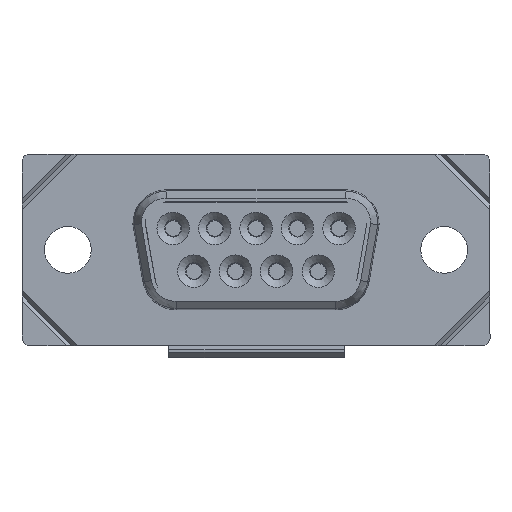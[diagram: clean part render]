
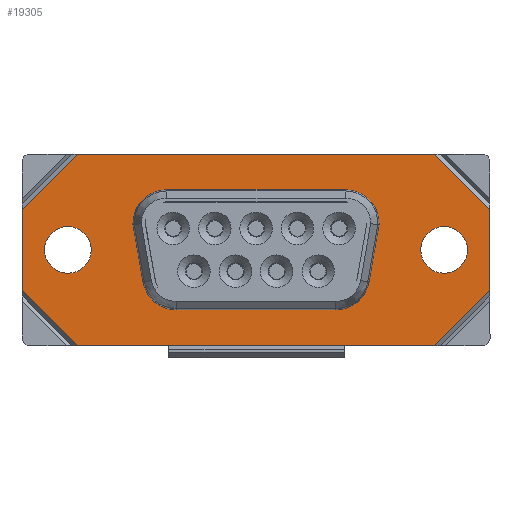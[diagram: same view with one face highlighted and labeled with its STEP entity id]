
A CAD part, top view. The second image highlights one B-rep face of the part: STEP entity #19305.
In plain terms, the highlighted planar face has unit normal (0, 0, 1).
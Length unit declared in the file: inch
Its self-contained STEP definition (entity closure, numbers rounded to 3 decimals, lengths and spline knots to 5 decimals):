
#232=FACE_BOUND('',#2421,.T.);
#233=FACE_BOUND('',#2422,.T.);
#234=FACE_BOUND('',#2423,.T.);
#594=CIRCLE('',#20537,0.061);
#595=CIRCLE('',#20538,0.061);
#596=CIRCLE('',#20539,0.088);
#597=CIRCLE('',#20540,0.088);
#598=CIRCLE('',#20541,0.088);
#599=CIRCLE('',#20542,0.088);
#1488=FACE_OUTER_BOUND('',#2420,.T.);
#2420=EDGE_LOOP('',(#15870,#15871,#15872,#15873,#15874,#15875,#15876,#15877));
#2421=EDGE_LOOP('',(#15878));
#2422=EDGE_LOOP('',(#15879));
#2423=EDGE_LOOP('',(#15880,#15881,#15882,#15883,#15884,#15885,#15886,#15887));
#4525=LINE('',#31011,#6732);
#4548=LINE('',#31063,#6755);
#4597=LINE('',#31181,#6804);
#4602=LINE('',#31191,#6809);
#4608=LINE('',#31203,#6815);
#4612=LINE('',#31211,#6819);
#4614=LINE('',#31215,#6821);
#4615=LINE('',#31216,#6822);
#4616=LINE('',#31223,#6823);
#4617=LINE('',#31227,#6824);
#4618=LINE('',#31231,#6825);
#4619=LINE('',#31235,#6826);
#6732=VECTOR('',#24566,0.3937);
#6755=VECTOR('',#24605,0.3937);
#6804=VECTOR('',#24734,0.3937);
#6809=VECTOR('',#24743,0.3937);
#6815=VECTOR('',#24755,0.3937);
#6819=VECTOR('',#24763,0.3937);
#6821=VECTOR('',#24769,0.3937);
#6822=VECTOR('',#24770,0.3937);
#6823=VECTOR('',#24775,0.3937);
#6824=VECTOR('',#24778,0.3937);
#6825=VECTOR('',#24781,0.3937);
#6826=VECTOR('',#24784,0.3937);
#8660=VERTEX_POINT('',#31008);
#8661=VERTEX_POINT('',#31010);
#8681=VERTEX_POINT('',#31060);
#8682=VERTEX_POINT('',#31062);
#8710=VERTEX_POINT('',#31177);
#8714=VERTEX_POINT('',#31189);
#8717=VERTEX_POINT('',#31201);
#8719=VERTEX_POINT('',#31209);
#8720=VERTEX_POINT('',#31217);
#8721=VERTEX_POINT('',#31219);
#8722=VERTEX_POINT('',#31221);
#8723=VERTEX_POINT('',#31222);
#8724=VERTEX_POINT('',#31224);
#8725=VERTEX_POINT('',#31226);
#8726=VERTEX_POINT('',#31228);
#8727=VERTEX_POINT('',#31230);
#8728=VERTEX_POINT('',#31232);
#8729=VERTEX_POINT('',#31234);
#11169=EDGE_CURVE('',#8660,#8661,#4525,.T.);
#11197=EDGE_CURVE('',#8681,#8682,#4548,.T.);
#11257=EDGE_CURVE('',#8710,#8682,#4597,.T.);
#11262=EDGE_CURVE('',#8660,#8714,#4602,.T.);
#11268=EDGE_CURVE('',#8681,#8717,#4608,.T.);
#11272=EDGE_CURVE('',#8719,#8661,#4612,.T.);
#11274=EDGE_CURVE('',#8710,#8714,#4614,.T.);
#11275=EDGE_CURVE('',#8719,#8717,#4615,.T.);
#11276=EDGE_CURVE('',#8720,#8720,#594,.T.);
#11277=EDGE_CURVE('',#8721,#8721,#595,.T.);
#11278=EDGE_CURVE('',#8722,#8723,#4616,.T.);
#11279=EDGE_CURVE('',#8723,#8724,#596,.T.);
#11280=EDGE_CURVE('',#8724,#8725,#4617,.T.);
#11281=EDGE_CURVE('',#8725,#8726,#597,.T.);
#11282=EDGE_CURVE('',#8726,#8727,#4618,.T.);
#11283=EDGE_CURVE('',#8727,#8728,#598,.T.);
#11284=EDGE_CURVE('',#8728,#8729,#4619,.T.);
#11285=EDGE_CURVE('',#8729,#8722,#599,.T.);
#15870=ORIENTED_EDGE('',*,*,#11262,.T.);
#15871=ORIENTED_EDGE('',*,*,#11274,.F.);
#15872=ORIENTED_EDGE('',*,*,#11257,.T.);
#15873=ORIENTED_EDGE('',*,*,#11197,.F.);
#15874=ORIENTED_EDGE('',*,*,#11268,.T.);
#15875=ORIENTED_EDGE('',*,*,#11275,.F.);
#15876=ORIENTED_EDGE('',*,*,#11272,.T.);
#15877=ORIENTED_EDGE('',*,*,#11169,.F.);
#15878=ORIENTED_EDGE('',*,*,#11276,.T.);
#15879=ORIENTED_EDGE('',*,*,#11277,.T.);
#15880=ORIENTED_EDGE('',*,*,#11278,.T.);
#15881=ORIENTED_EDGE('',*,*,#11279,.T.);
#15882=ORIENTED_EDGE('',*,*,#11280,.T.);
#15883=ORIENTED_EDGE('',*,*,#11281,.T.);
#15884=ORIENTED_EDGE('',*,*,#11282,.T.);
#15885=ORIENTED_EDGE('',*,*,#11283,.T.);
#15886=ORIENTED_EDGE('',*,*,#11284,.T.);
#15887=ORIENTED_EDGE('',*,*,#11285,.T.);
#17591=PLANE('',#20536);
#19305=ADVANCED_FACE('',(#1488,#232,#233,#234),#17591,.T.);
#20536=AXIS2_PLACEMENT_3D('',#31214,#24767,#24768);
#20537=AXIS2_PLACEMENT_3D('',#31218,#24771,#24772);
#20538=AXIS2_PLACEMENT_3D('',#31220,#24773,#24774);
#20539=AXIS2_PLACEMENT_3D('',#31225,#24776,#24777);
#20540=AXIS2_PLACEMENT_3D('',#31229,#24779,#24780);
#20541=AXIS2_PLACEMENT_3D('',#31233,#24782,#24783);
#20542=AXIS2_PLACEMENT_3D('',#31236,#24785,#24786);
#24566=DIRECTION('',(1.,0.,0.));
#24605=DIRECTION('',(-1.,0.,0.));
#24734=DIRECTION('',(0.707,-0.707,0.));
#24743=DIRECTION('',(-0.707,-0.707,0.));
#24755=DIRECTION('',(0.707,0.707,0.));
#24763=DIRECTION('',(-0.707,0.707,0.));
#24767=DIRECTION('center_axis',(0.,0.,
1.));
#24768=DIRECTION('ref_axis',(1.,0.,0.));
#24769=DIRECTION('',(0.,1.,0.));
#24770=DIRECTION('',(0.,-1.,0.));
#24771=DIRECTION('center_axis',(0.,0.,
-1.));
#24772=DIRECTION('ref_axis',(-1.,0.,0.));
#24773=DIRECTION('center_axis',(0.,0.,
-1.));
#24774=DIRECTION('ref_axis',(-1.,0.,0.));
#24775=DIRECTION('',(-0.174,-0.985,0.));
#24776=DIRECTION('center_axis',(0.,0.,
-1.));
#24777=DIRECTION('ref_axis',(0.,1.,0.));
#24778=DIRECTION('',(-1.,0.,0.));
#24779=DIRECTION('center_axis',(0.,0.,
-1.));
#24780=DIRECTION('ref_axis',(0.985,0.174,0.));
#24781=DIRECTION('',(-0.174,0.985,0.));
#24782=DIRECTION('center_axis',(0.,0.,
-1.));
#24783=DIRECTION('ref_axis',(0.,-1.,0.));
#24784=DIRECTION('',(1.,0.,0.));
#24785=DIRECTION('center_axis',(0.,0.,
-1.));
#24786=DIRECTION('ref_axis',(-0.999,0.035,0.));
#31008=CARTESIAN_POINT('',(-0.78538,0.34781,0.2035));
#31010=CARTESIAN_POINT('',(0.14999,0.34781,0.2035));
#31011=CARTESIAN_POINT('',(-0.92969,0.34781,0.2035));
#31060=CARTESIAN_POINT('',(0.14999,-0.15319,0.2035));
#31062=CARTESIAN_POINT('',(-0.78538,-0.15319,0.2035));
#31063=CARTESIAN_POINT('',(0.29431,-0.15319,0.2035));
#31177=CARTESIAN_POINT('',(-0.92969,-0.00887,0.2035));
#31181=CARTESIAN_POINT('',(-0.81445,-0.12412,0.2035));
#31189=CARTESIAN_POINT('',(-0.92969,0.20349,0.2035));
#31191=CARTESIAN_POINT('',(-0.7215,0.41168,0.2035));
#31201=CARTESIAN_POINT('',(0.29431,-0.00887,0.2035));
#31203=CARTESIAN_POINT('',(0.08611,-0.21707,0.2035));
#31209=CARTESIAN_POINT('',(0.29431,0.20349,0.2035));
#31211=CARTESIAN_POINT('',(0.17906,0.31873,0.2035));
#31214=CARTESIAN_POINT('Origin',(-0.31769,0.09731,0.2035));
#31215=CARTESIAN_POINT('',(-0.92969,-0.15319,0.2035));
#31216=CARTESIAN_POINT('',(0.29431,0.34781,0.2035));
#31217=CARTESIAN_POINT('',(-0.74869,0.09731,0.2035));
#31218=CARTESIAN_POINT('Origin',(-0.80969,0.09731,
0.2035));
#31219=CARTESIAN_POINT('',(0.23531,0.09731,0.2035));
#31220=CARTESIAN_POINT('Origin',(0.17431,0.09731,0.2035));
#31221=CARTESIAN_POINT('',(0.00425,0.16319,0.2035));
#31222=CARTESIAN_POINT('',(-0.02223,0.01302,0.2035));
#31223=CARTESIAN_POINT('',(-0.01948,0.02863,0.2035));
#31224=CARTESIAN_POINT('',(-0.10889,-0.05969,0.2035));
#31225=CARTESIAN_POINT('Origin',(-0.10889,0.02831,
0.2035));
#31226=CARTESIAN_POINT('',(-0.5265,-0.05969,0.2035));
#31227=CARTESIAN_POINT('',(-0.4221,-0.05969,0.2035));
#31228=CARTESIAN_POINT('',(-0.61316,0.01302,0.2035));
#31229=CARTESIAN_POINT('Origin',(-0.5265,0.02831,
0.2035));
#31230=CARTESIAN_POINT('',(-0.63964,0.16319,0.2035));
#31231=CARTESIAN_POINT('',(-0.62915,0.10372,0.2035));
#31232=CARTESIAN_POINT('',(-0.55169,0.25431,0.2035));
#31233=CARTESIAN_POINT('Origin',(-0.55169,0.16631,0.2035));
#31234=CARTESIAN_POINT('',(-0.08369,0.25431,0.2035));
#31235=CARTESIAN_POINT('',(-0.20069,0.25431,0.2035));
#31236=CARTESIAN_POINT('Origin',(-0.08369,0.16631,
0.2035));
